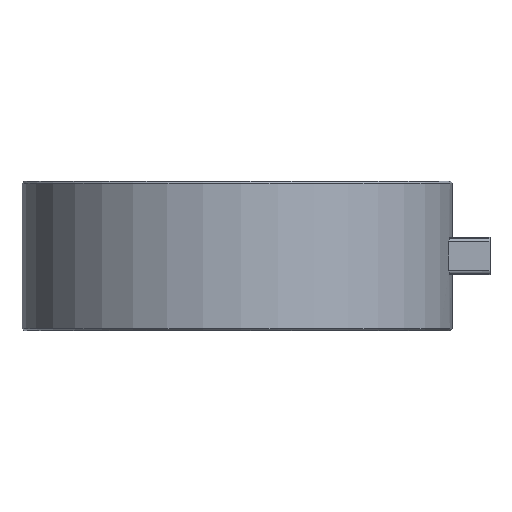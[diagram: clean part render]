
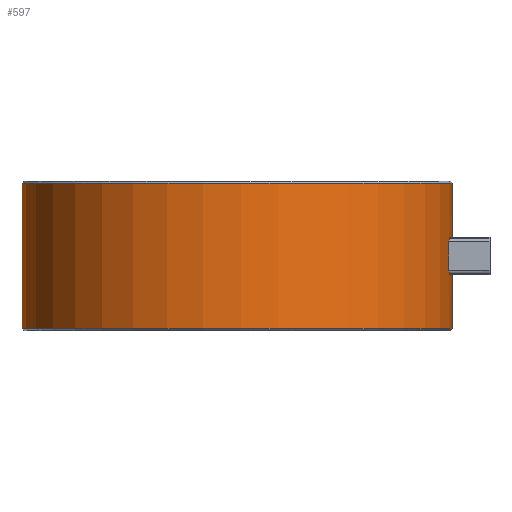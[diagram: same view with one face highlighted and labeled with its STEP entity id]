
A CAD part, left-side view. The second image highlights one B-rep face of the part: STEP entity #597.
In plain terms, the highlighted cylindrical face has radius 115 mm (diameter 230 mm), a partial arc.
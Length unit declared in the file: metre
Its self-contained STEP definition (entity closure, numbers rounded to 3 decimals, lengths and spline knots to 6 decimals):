
#597=ADVANCED_FACE('0:4537',(#1234),#1235,.T.);
#1234=FACE_OUTER_BOUND('',#2108,.T.);
#1235=CYLINDRICAL_SURFACE('',#2109,0.115);
#2108=EDGE_LOOP('',(#3772,#3773,#3774,#3775,#3776,#3777,#3778,#3779,#3780,#3781,#3782,#3783));
#2109=AXIS2_PLACEMENT_3D('',#3784,#3785,#3786);
#3772=ORIENTED_EDGE('',*,*,#4173,.T.);
#3773=ORIENTED_EDGE('',*,*,#4204,.F.);
#3774=ORIENTED_EDGE('',*,*,#4501,.F.);
#3775=ORIENTED_EDGE('',*,*,#4422,.F.);
#3776=ORIENTED_EDGE('',*,*,#4506,.F.);
#3777=ORIENTED_EDGE('',*,*,#4037,.F.);
#3778=ORIENTED_EDGE('',*,*,#4382,.F.);
#3779=ORIENTED_EDGE('',*,*,#4508,.F.);
#3780=ORIENTED_EDGE('',*,*,#4176,.T.);
#3781=ORIENTED_EDGE('',*,*,#4313,.F.);
#3782=ORIENTED_EDGE('',*,*,#4174,.T.);
#3783=ORIENTED_EDGE('',*,*,#4403,.F.);
#3784=CARTESIAN_POINT('',(0.03554,-0.19697,0.00224));
#3785=DIRECTION('',(0.,0.,-1.0));
#3786=DIRECTION('',(0.017,-1.,0.));
#4037=EDGE_CURVE('',#4819,#4822,#4823,.T.);
#4173=EDGE_CURVE('',#5018,#5034,#5035,.T.);
#4174=EDGE_CURVE('',#5036,#5016,#5037,.T.);
#4176=EDGE_CURVE('',#5040,#5038,#5041,.T.);
#4204=EDGE_CURVE('0:5170',#5080,#5034,#5081,.T.);
#4313=EDGE_CURVE('',#5036,#5038,#5228,.T.);
#4382=EDGE_CURVE('0:5134',#5316,#4819,#5318,.T.);
#4403=EDGE_CURVE('',#5018,#5016,#5345,.T.);
#4422=EDGE_CURVE('0:5155',#5368,#5366,#5370,.T.);
#4501=EDGE_CURVE('',#5366,#5080,#5452,.T.);
#4506=EDGE_CURVE('0:5146',#4822,#5368,#5457,.T.);
#4508=EDGE_CURVE('',#5040,#5316,#5459,.T.);
#4819=VERTEX_POINT('',#5902);
#4822=VERTEX_POINT('',#5906);
#4823=B_SPLINE_CURVE_WITH_KNOTS('',3,(#5907,#5908,#5909,#5910,#5911,#5912,#5913,#5914,#5915,#5916,#5917,#5918,#5919),.UNSPECIFIED.,.F.,.F.,(4,2,3,2,2,4),(-0.003792,-0.002837,-0.001889,-0.001883,-0.000941,0.),.UNSPECIFIED.);
#5016=VERTEX_POINT('',#6190);
#5018=VERTEX_POINT('',#6193);
#5034=VERTEX_POINT('',#6215);
#5035=LINE('',#6216,#6217);
#5036=VERTEX_POINT('',#6218);
#5037=LINE('',#6219,#6220);
#5038=VERTEX_POINT('',#6221);
#5040=VERTEX_POINT('',#6223);
#5041=LINE('',#6224,#6225);
#5080=VERTEX_POINT('',#6310);
#5081=CIRCLE('',#6311,0.115);
#5228=CIRCLE('',#6531,0.115);
#5316=VERTEX_POINT('',#6644);
#5318=B_SPLINE_CURVE_WITH_KNOTS('',3,(#6647,#6648,#6649,#6650,#6651,#6652,#6653,#6654,#6655,#6656,#6657,#6658,#6659),.UNSPECIFIED.,.F.,.F.,(4,2,3,2,2,4),(-0.003792,-0.002837,-0.001889,-0.001883,-0.000941,0.),.UNSPECIFIED.);
#5345=CIRCLE('',#6699,0.115);
#5366=VERTEX_POINT('',#6725);
#5368=VERTEX_POINT('',#6728);
#5370=B_SPLINE_CURVE_WITH_KNOTS('',3,(#6731,#6732,#6733,#6734,#6735,#6736,#6737,#6738,#6739,#6740,#6741,#6742,#6743),.UNSPECIFIED.,.F.,.F.,(4,2,2,3,2,4),(0.0,0.000941,0.001883,0.001889,0.002837,0.003792),.UNSPECIFIED.);
#5452=B_SPLINE_CURVE_WITH_KNOTS('',3,(#6852,#6853,#6854,#6855,#6856,#6857,#6858,#6859,#6860,#6861,#6862,#6863,#6864),.UNSPECIFIED.,.F.,.F.,(4,2,2,3,2,4),(0.0,0.000941,0.001883,0.001889,0.002837,0.003792),.UNSPECIFIED.);
#5457=LINE('',#6869,#6870);
#5459=CIRCLE('',#6872,0.115);
#5902=CARTESIAN_POINT('',(0.016272,-0.310344,0.011508));
#5906=CARTESIAN_POINT('',(0.01554,-0.310218,0.00974));
#5907=CARTESIAN_POINT('',(0.01804,-0.310631,0.01224));
#5908=CARTESIAN_POINT('',(0.017726,-0.310582,0.01224));
#5909=CARTESIAN_POINT('',(0.01739,-0.310529,0.012177));
#5910=CARTESIAN_POINT('',(0.016775,-0.310429,0.011922));
#5911=CARTESIAN_POINT('',(0.016494,-0.310382,0.01173));
#5912=CARTESIAN_POINT('',(0.016272,-0.310344,0.011508));
#5913=CARTESIAN_POINT('',(0.016271,-0.310344,0.011506));
#5914=CARTESIAN_POINT('',(0.016269,-0.310344,0.011505));
#5915=CARTESIAN_POINT('',(0.016048,-0.310306,0.011282));
#5916=CARTESIAN_POINT('',(0.015857,-0.310273,0.011002));
#5917=CARTESIAN_POINT('',(0.015603,-0.310229,0.010388));
#5918=CARTESIAN_POINT('',(0.01554,-0.310218,0.010054));
#5919=CARTESIAN_POINT('',(0.01554,-0.310218,0.00974));
#6190=CARTESIAN_POINT('',(0.033571,-0.081987,-0.03676));
#6193=CARTESIAN_POINT('',(0.037509,-0.311953,-0.03676));
#6215=CARTESIAN_POINT('',(0.037509,-0.311953,-0.00776));
#6216=CARTESIAN_POINT('',(0.037509,-0.311953,0.00224));
#6217=VECTOR('',#7326,1.0);
#6218=CARTESIAN_POINT('',(0.033571,-0.081987,0.04124));
#6219=CARTESIAN_POINT('',(0.033571,-0.081987,0.00224));
#6220=VECTOR('',#7327,1.0);
#6221=CARTESIAN_POINT('',(0.037509,-0.311953,0.04124));
#6223=CARTESIAN_POINT('',(0.037509,-0.311953,0.01224));
#6224=CARTESIAN_POINT('',(0.037509,-0.311953,0.00224));
#6225=VECTOR('',#7331,1.0);
#6310=CARTESIAN_POINT('',(0.01804,-0.310631,-0.00776));
#6311=AXIS2_PLACEMENT_3D('',#7356,#7357,#7358);
#6531=AXIS2_PLACEMENT_3D('',#7510,#7511,#7512);
#6644=CARTESIAN_POINT('',(0.01804,-0.310631,0.01224));
#6647=CARTESIAN_POINT('',(0.01804,-0.310631,0.01224));
#6648=CARTESIAN_POINT('',(0.017726,-0.310582,0.01224));
#6649=CARTESIAN_POINT('',(0.01739,-0.310529,0.012177));
#6650=CARTESIAN_POINT('',(0.016775,-0.310429,0.011922));
#6651=CARTESIAN_POINT('',(0.016494,-0.310382,0.01173));
#6652=CARTESIAN_POINT('',(0.016272,-0.310344,0.011508));
#6653=CARTESIAN_POINT('',(0.016271,-0.310344,0.011506));
#6654=CARTESIAN_POINT('',(0.016269,-0.310344,0.011505));
#6655=CARTESIAN_POINT('',(0.016048,-0.310306,0.011282));
#6656=CARTESIAN_POINT('',(0.015857,-0.310273,0.011002));
#6657=CARTESIAN_POINT('',(0.015603,-0.310229,0.010388));
#6658=CARTESIAN_POINT('',(0.01554,-0.310218,0.010054));
#6659=CARTESIAN_POINT('',(0.01554,-0.310218,0.00974));
#6699=AXIS2_PLACEMENT_3D('',#7618,#7619,#7620);
#6725=CARTESIAN_POINT('',(0.016272,-0.310344,-0.007028));
#6728=CARTESIAN_POINT('',(0.01554,-0.310218,-0.00526));
#6731=CARTESIAN_POINT('',(0.01554,-0.310218,-0.00526));
#6732=CARTESIAN_POINT('',(0.01554,-0.310218,-0.005574));
#6733=CARTESIAN_POINT('',(0.015603,-0.310229,-0.005908));
#6734=CARTESIAN_POINT('',(0.015857,-0.310273,-0.006522));
#6735=CARTESIAN_POINT('',(0.016048,-0.310306,-0.006802));
#6736=CARTESIAN_POINT('',(0.016269,-0.310344,-0.007025));
#6737=CARTESIAN_POINT('',(0.016271,-0.310344,-0.007026));
#6738=CARTESIAN_POINT('',(0.016272,-0.310344,-0.007028));
#6739=CARTESIAN_POINT('',(0.016494,-0.310382,-0.00725));
#6740=CARTESIAN_POINT('',(0.016775,-0.310429,-0.007442));
#6741=CARTESIAN_POINT('',(0.01739,-0.310529,-0.007697));
#6742=CARTESIAN_POINT('',(0.017726,-0.310582,-0.00776));
#6743=CARTESIAN_POINT('',(0.01804,-0.310631,-0.00776));
#6852=CARTESIAN_POINT('',(0.01554,-0.310218,-0.00526));
#6853=CARTESIAN_POINT('',(0.01554,-0.310218,-0.005574));
#6854=CARTESIAN_POINT('',(0.015603,-0.310229,-0.005908));
#6855=CARTESIAN_POINT('',(0.015857,-0.310273,-0.006522));
#6856=CARTESIAN_POINT('',(0.016048,-0.310306,-0.006802));
#6857=CARTESIAN_POINT('',(0.016269,-0.310344,-0.007025));
#6858=CARTESIAN_POINT('',(0.016271,-0.310344,-0.007026));
#6859=CARTESIAN_POINT('',(0.016272,-0.310344,-0.007028));
#6860=CARTESIAN_POINT('',(0.016494,-0.310382,-0.00725));
#6861=CARTESIAN_POINT('',(0.016775,-0.310429,-0.007442));
#6862=CARTESIAN_POINT('',(0.01739,-0.310529,-0.007697));
#6863=CARTESIAN_POINT('',(0.017726,-0.310582,-0.00776));
#6864=CARTESIAN_POINT('',(0.01804,-0.310631,-0.00776));
#6869=CARTESIAN_POINT('',(0.01554,-0.310218,0.00224));
#6870=VECTOR('',#7715,0.000001);
#6872=AXIS2_PLACEMENT_3D('',#7716,#7717,#7718);
#7326=DIRECTION('',(0.,0.,1.0));
#7327=DIRECTION('',(0.,0.,-1.0));
#7331=DIRECTION('',(0.,0.,1.0));
#7356=CARTESIAN_POINT('',(0.03554,-0.19697,-0.00776));
#7357=DIRECTION('',(0.,0.,1.0));
#7358=DIRECTION('',(0.97,-0.242,0.));
#7510=CARTESIAN_POINT('',(0.03554,-0.19697,0.04124));
#7511=DIRECTION('',(0.,0.,1.0));
#7512=DIRECTION('',(-0.017,1.,0.));
#7618=CARTESIAN_POINT('',(0.03554,-0.19697,-0.03676));
#7619=DIRECTION('',(0.,0.,-1.0));
#7620=DIRECTION('',(-0.017,1.,0.));
#7715=DIRECTION('',(0.,0.,-1.0));
#7716=CARTESIAN_POINT('',(0.03554,-0.19697,0.01224));
#7717=DIRECTION('',(0.,0.,-1.0));
#7718=DIRECTION('',(0.97,-0.242,0.));
